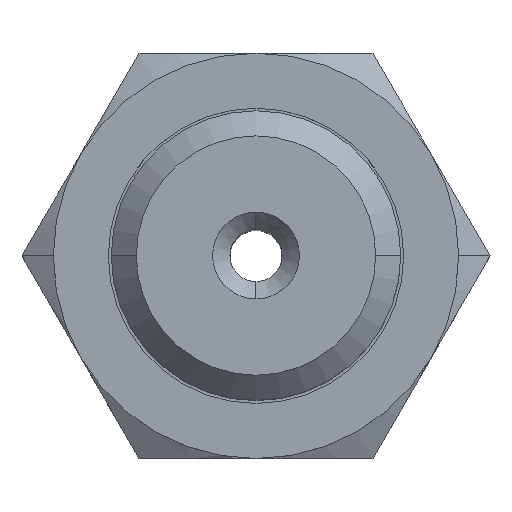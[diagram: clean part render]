
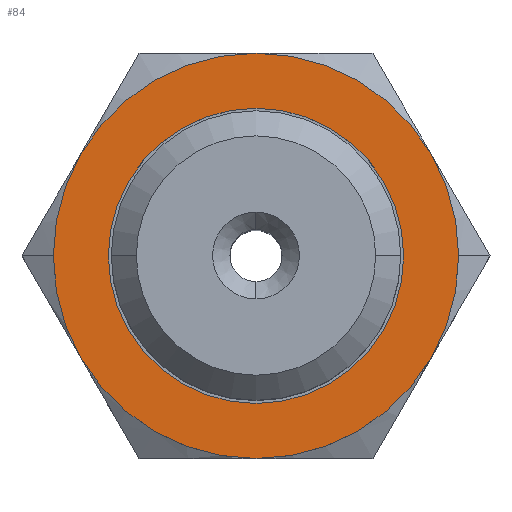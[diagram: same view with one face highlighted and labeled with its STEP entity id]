
A CAD part, top view. The second image highlights one B-rep face of the part: STEP entity #84.
In plain terms, the highlighted planar face has unit normal (0, 0, 1).
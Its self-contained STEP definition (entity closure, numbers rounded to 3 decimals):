
#45=FACE_BOUND('',#169,.F.);
#53=PLANE('',#851);
#84=ADVANCED_FACE('',(#45,#124),#53,.T.);
#124=FACE_OUTER_BOUND('',#170,.F.);
#169=EDGE_LOOP('',(#301,#302));
#170=EDGE_LOOP('',(#303,#304));
#301=ORIENTED_EDGE('',*,*,#586,.T.);
#302=ORIENTED_EDGE('',*,*,#580,.T.);
#303=ORIENTED_EDGE('',*,*,#587,.F.);
#304=ORIENTED_EDGE('',*,*,#581,.F.);
#580=EDGE_CURVE('',#705,#704,#664,.T.);
#581=EDGE_CURVE('',#703,#702,#665,.T.);
#586=EDGE_CURVE('',#704,#705,#666,.T.);
#587=EDGE_CURVE('',#702,#703,#667,.T.);
#664=CIRCLE('',#811,2.55);
#665=CIRCLE('',#812,3.5);
#666=CIRCLE('',#813,2.55);
#667=CIRCLE('',#814,3.5);
#702=VERTEX_POINT('',#1119);
#703=VERTEX_POINT('',#1120);
#704=VERTEX_POINT('',#1121);
#705=VERTEX_POINT('',#1122);
#811=AXIS2_PLACEMENT_3D('',#1211,#959,#960);
#812=AXIS2_PLACEMENT_3D('',#1212,#961,#962);
#813=AXIS2_PLACEMENT_3D('',#1217,#967,#968);
#814=AXIS2_PLACEMENT_3D('',#1218,#969,#970);
#851=AXIS2_PLACEMENT_3D('',#1341,#1057,#1058);
#959=DIRECTION('',(0.,0.,1.));
#960=DIRECTION('',(0.,1.,0.));
#961=DIRECTION('',(0.,0.,1.));
#962=DIRECTION('',(0.,1.,0.));
#967=DIRECTION('',(0.,0.,1.));
#968=DIRECTION('',(0.,-1.,0.));
#969=DIRECTION('',(0.,0.,1.));
#970=DIRECTION('',(0.,-1.,0.));
#1057=DIRECTION('',(0.,0.,1.));
#1058=DIRECTION('',(-1.,0.,0.));
#1119=CARTESIAN_POINT('',(5.5,24.3,-84.));
#1120=CARTESIAN_POINT('',(5.5,31.3,-84.));
#1121=CARTESIAN_POINT('',(5.5,25.25,-84.));
#1122=CARTESIAN_POINT('',(5.5,30.35,-84.));
#1211=CARTESIAN_POINT('',(5.5,27.8,-84.));
#1212=CARTESIAN_POINT('',(5.5,27.8,-84.));
#1217=CARTESIAN_POINT('',(5.5,27.8,-84.));
#1218=CARTESIAN_POINT('',(5.5,27.8,-84.));
#1341=CARTESIAN_POINT('',(9.07,31.37,-84.));
